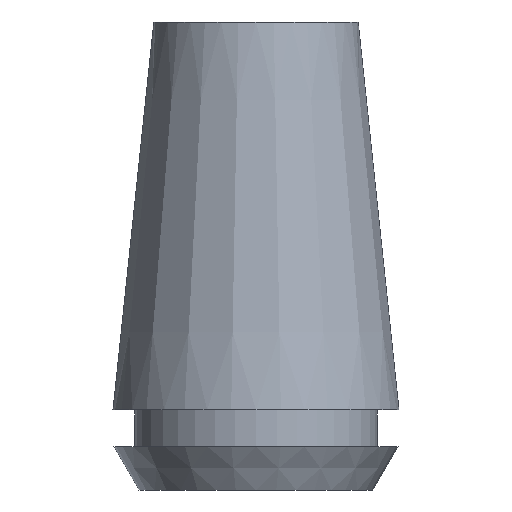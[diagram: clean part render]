
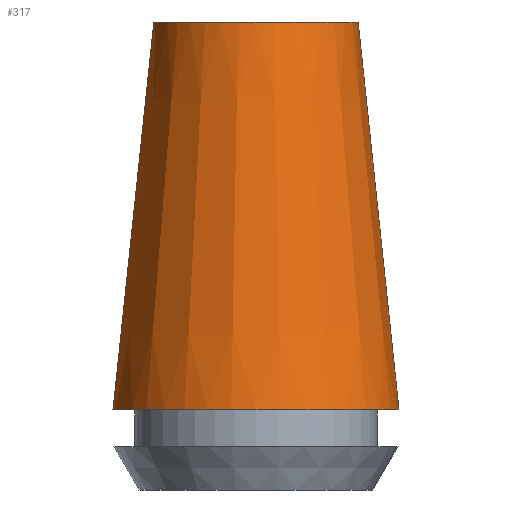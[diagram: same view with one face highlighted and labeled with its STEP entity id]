
A CAD part, left-side view. The second image highlights one B-rep face of the part: STEP entity #317.
In plain terms, the highlighted conical face has half-angle 6 degrees and reference radius 7.074 mm.
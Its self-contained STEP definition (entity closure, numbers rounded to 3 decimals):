
#17=DIRECTION('',(0.,0.105,-0.995));
#18=VECTOR('',#17,22.502);
#19=CARTESIAN_POINT('',(0.,5.898,0.));
#20=LINE('',#19,#18);
#25=DIRECTION('',(0.,-0.105,-0.995));
#26=VECTOR('',#25,22.502);
#27=CARTESIAN_POINT('',(0.,-5.898,0.));
#28=LINE('',#27,#26);
#32=CARTESIAN_POINT('',(0.,0.,0.));
#33=DIRECTION('',(0.,0.,-1.));
#34=DIRECTION('',(0.,-1.,0.));
#35=AXIS2_PLACEMENT_3D('',#32,#33,#34);
#224=CARTESIAN_POINT('',(0.,0.,-22.379));
#225=DIRECTION('',(0.,0.,1.));
#226=DIRECTION('',(0.,1.,0.));
#227=AXIS2_PLACEMENT_3D('',#224,#225,#226);
#248=CARTESIAN_POINT('',(0.,5.898,0.));
#249=CARTESIAN_POINT('',(0.,8.25,-22.379));
#250=VERTEX_POINT('',#248);
#251=VERTEX_POINT('',#249);
#252=CARTESIAN_POINT('',(0.,-8.25,-22.379));
#253=VERTEX_POINT('',#252);
#254=CARTESIAN_POINT('',(0.,-5.898,0.));
#255=VERTEX_POINT('',#254);
#304=CARTESIAN_POINT('',(0.,0.,-11.189));
#305=DIRECTION('',(0.,0.,-1.));
#306=DIRECTION('',(0.,-1.,0.));
#307=AXIS2_PLACEMENT_3D('',#304,#305,#306);
#308=CONICAL_SURFACE('',#307,7.074,6.);
#309=ORIENTED_EDGE('',*,*,#293,.F.);
#311=ORIENTED_EDGE('',*,*,#310,.F.);
#312=ORIENTED_EDGE('',*,*,#297,.T.);
#314=ORIENTED_EDGE('',*,*,#313,.F.);
#315=EDGE_LOOP('',(#309,#311,#312,#314));
#316=FACE_OUTER_BOUND('',#315,.F.);
#36=CIRCLE('',#35,5.898);
#228=CIRCLE('',#227,8.25);
#293=EDGE_CURVE('',#250,#251,#20,.T.);
#297=EDGE_CURVE('',#255,#253,#28,.T.);
#310=EDGE_CURVE('',#255,#250,#36,.T.);
#313=EDGE_CURVE('',#251,#253,#228,.T.);
#317=ADVANCED_FACE('',(#316),#308,.T.);
